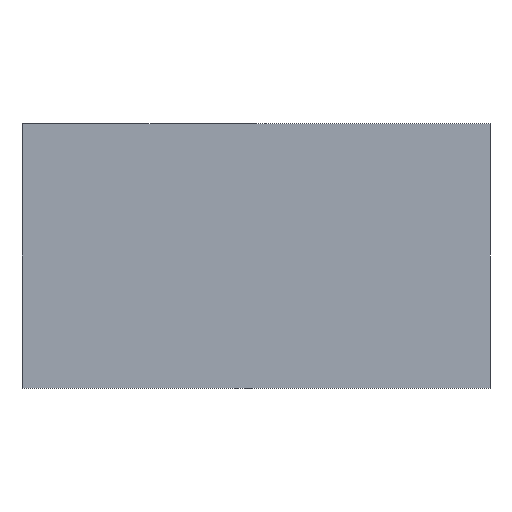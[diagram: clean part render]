
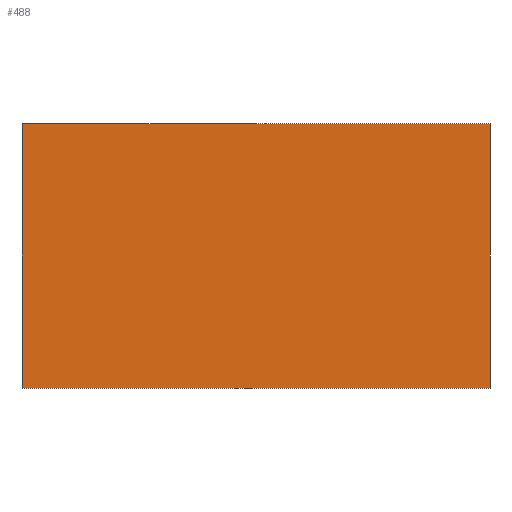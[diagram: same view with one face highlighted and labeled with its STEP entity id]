
A CAD part, front view. The second image highlights one B-rep face of the part: STEP entity #488.
In plain terms, the highlighted planar face has unit normal (0, -1, 0).
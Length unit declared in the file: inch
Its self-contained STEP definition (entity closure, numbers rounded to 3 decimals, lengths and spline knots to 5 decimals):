
#1 = EDGE_CURVE ( 'NONE', #119, #394, #470, .T. ) ;
#2 = CARTESIAN_POINT ( 'NONE',  ( 0., 0., 4.37008 ) ) ;
#8 = CARTESIAN_POINT ( 'NONE',  ( 0., 0., 0. ) ) ;
#24 = ORIENTED_EDGE ( 'NONE', *, *, #163, .F. ) ;
#32 = VECTOR ( 'NONE', #329, 39.37008 ) ;
#63 = VERTEX_POINT ( 'NONE', #672 ) ;
#81 = ORIENTED_EDGE ( 'NONE', *, *, #278, .F. ) ;
#90 = DIRECTION ( 'NONE',  ( 0., 0., -1. ) ) ;
#118 = CARTESIAN_POINT ( 'NONE',  ( 0.07874, 0., 0. ) ) ;
#119 = VERTEX_POINT ( 'NONE', #200 ) ;
#163 = EDGE_CURVE ( 'NONE', #63, #119, #633, .T. ) ;
#177 = DIRECTION ( 'NONE',  ( 0., 1., 0. ) ) ;
#200 = CARTESIAN_POINT ( 'NONE',  ( 7.67717, 0., 4.37008 ) ) ;
#206 = DIRECTION ( 'NONE',  ( 1., 0., 0. ) ) ;
#230 = VECTOR ( 'NONE', #206, 39.37008 ) ;
#270 = LINE ( 'NONE', #484, #421 ) ;
#278 = EDGE_CURVE ( 'NONE', #428, #63, #648, .T. ) ;
#324 = FACE_OUTER_BOUND ( 'NONE', #649, .T. ) ;
#329 = DIRECTION ( 'NONE',  ( 0., 0., 1. ) ) ;
#361 = ORIENTED_EDGE ( 'NONE', *, *, #658, .F. ) ;
#394 = VERTEX_POINT ( 'NONE', #562 ) ;
#413 = CARTESIAN_POINT ( 'NONE',  ( 7.67717, 0., 0. ) ) ;
#421 = VECTOR ( 'NONE', #426, 39.37008 ) ;
#426 = DIRECTION ( 'NONE',  ( -1., 0., 0. ) ) ;
#428 = VERTEX_POINT ( 'NONE', #601 ) ;
#433 = AXIS2_PLACEMENT_3D ( 'NONE', #8, #177, #442 ) ;
#435 = VECTOR ( 'NONE', #90, 39.37008 ) ;
#442 = DIRECTION ( 'NONE',  ( 0., 0., 1. ) ) ;
#447 = PLANE ( 'NONE',  #433 ) ;
#470 = LINE ( 'NONE', #413, #435 ) ;
#484 = CARTESIAN_POINT ( 'NONE',  ( 0., 0., 0.07874 ) ) ;
#488 = ADVANCED_FACE ( 'NONE', ( #324 ), #447, .F. ) ;
#562 = CARTESIAN_POINT ( 'NONE',  ( 7.67717, 0., 0.07874 ) ) ;
#601 = CARTESIAN_POINT ( 'NONE',  ( 0.07874, 0., 0.07874 ) ) ;
#633 = LINE ( 'NONE', #2, #230 ) ;
#643 = ORIENTED_EDGE ( 'NONE', *, *, #1, .F. ) ;
#648 = LINE ( 'NONE', #118, #32 ) ;
#649 = EDGE_LOOP ( 'NONE', ( #81, #361, #643, #24 ) ) ;
#658 = EDGE_CURVE ( 'NONE', #394, #428, #270, .T. ) ;
#672 = CARTESIAN_POINT ( 'NONE',  ( 0.07874, 0., 4.37008 ) ) ;
